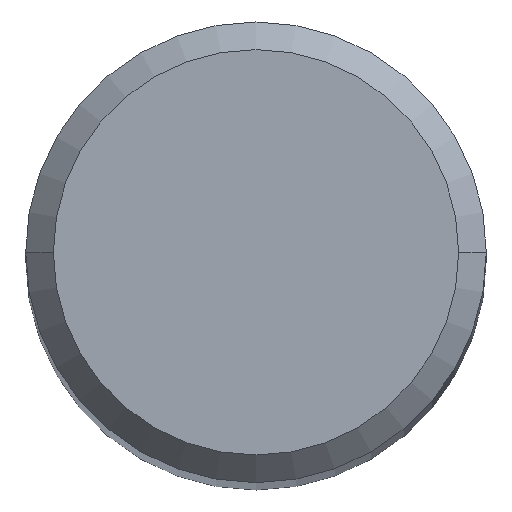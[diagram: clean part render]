
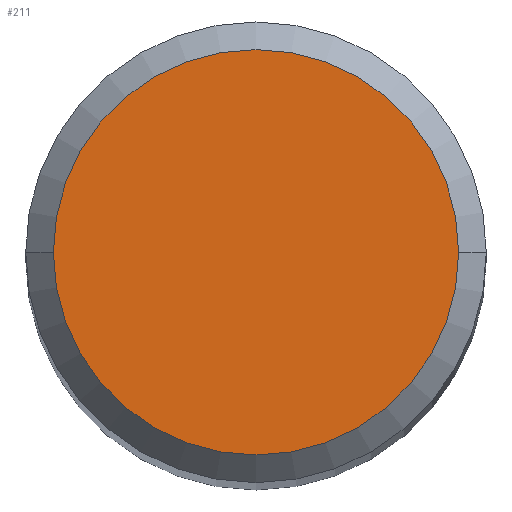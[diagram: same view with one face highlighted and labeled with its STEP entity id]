
A CAD part, top view. The second image highlights one B-rep face of the part: STEP entity #211.
In plain terms, the highlighted planar face has unit normal (0, 0, 1).
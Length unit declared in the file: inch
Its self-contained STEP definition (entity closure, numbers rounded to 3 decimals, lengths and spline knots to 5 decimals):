
#2 = DIRECTION ( 'NONE',  ( 1., 0., 0. ) ) ;
#8 = AXIS2_PLACEMENT_3D ( 'NONE', #80, #81, #161 ) ;
#16 = AXIS2_PLACEMENT_3D ( 'NONE', #177, #32, #88 ) ;
#22 = DIRECTION ( 'NONE',  ( 0., 0., 1. ) ) ;
#32 = DIRECTION ( 'NONE',  ( 0., 0., 1. ) ) ;
#51 = CARTESIAN_POINT ( 'NONE',  ( -0.11, 0., 2.5 ) ) ;
#65 = AXIS2_PLACEMENT_3D ( 'NONE', #196, #22, #2 ) ;
#77 = EDGE_LOOP ( 'NONE', ( #153, #246 ) ) ;
#80 = CARTESIAN_POINT ( 'NONE',  ( 0., 0., 2.5 ) ) ;
#81 = DIRECTION ( 'NONE',  ( 0., 0., 1. ) ) ;
#87 = EDGE_CURVE ( 'NONE', #223, #137, #108, .T. ) ;
#88 = DIRECTION ( 'NONE',  ( 1., 0., 0. ) ) ;
#99 = CARTESIAN_POINT ( 'NONE',  ( 0.11, 0., 2.5 ) ) ;
#108 = CIRCLE ( 'NONE', #8, 0.11 ) ;
#119 = PLANE ( 'NONE',  #65 ) ;
#122 = FACE_OUTER_BOUND ( 'NONE', #77, .T. ) ;
#137 = VERTEX_POINT ( 'NONE', #99 ) ;
#144 = CIRCLE ( 'NONE', #16, 0.11 ) ;
#153 = ORIENTED_EDGE ( 'NONE', *, *, #87, .T. ) ;
#161 = DIRECTION ( 'NONE',  ( 1., 0., 0. ) ) ;
#177 = CARTESIAN_POINT ( 'NONE',  ( 0., 0., 2.5 ) ) ;
#196 = CARTESIAN_POINT ( 'NONE',  ( 0., 0., 2.5 ) ) ;
#211 = ADVANCED_FACE ( 'NONE', ( #122 ), #119, .T. ) ;
#220 = EDGE_CURVE ( 'NONE', #137, #223, #144, .T. ) ;
#223 = VERTEX_POINT ( 'NONE', #51 ) ;
#246 = ORIENTED_EDGE ( 'NONE', *, *, #220, .T. ) ;
